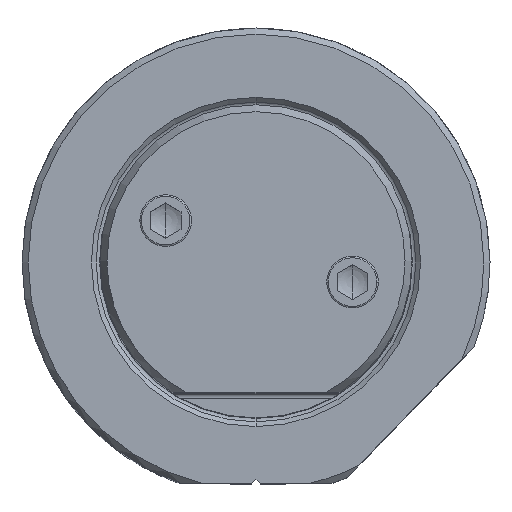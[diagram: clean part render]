
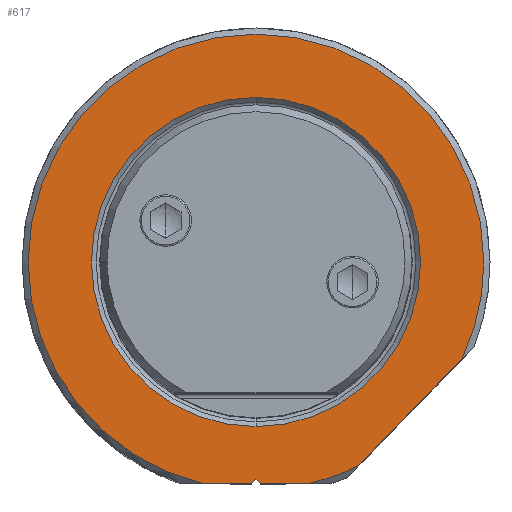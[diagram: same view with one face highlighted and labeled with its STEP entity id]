
A CAD part, top view. The second image highlights one B-rep face of the part: STEP entity #617.
In plain terms, the highlighted planar face has unit normal (0, 0, 1).
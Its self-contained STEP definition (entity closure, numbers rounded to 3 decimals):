
#124=PLANE('',#5727);
#617=ADVANCED_FACE('',(#918,#919),#124,.T.);
#918=FACE_BOUND('',#1041,.T.);
#919=FACE_BOUND('',#1042,.T.);
#1041=EDGE_LOOP('',(#2813,#2814,#2815,#2816,#2817,#2818,#2819,#2820,#2821));
#1042=EDGE_LOOP('',(#2822,#2823));
#1378=LINE('',#11644,#1681);
#1381=LINE('',#11670,#1684);
#1382=LINE('',#11672,#1685);
#1383=LINE('',#11674,#1686);
#1384=LINE('',#11676,#1687);
#1681=VECTOR('',#6669,1.);
#1684=VECTOR('',#6688,1.);
#1685=VECTOR('',#6689,1.);
#1686=VECTOR('',#6690,1.);
#1687=VECTOR('',#6691,1.);
#1960=CIRCLE('',#5720,18.55);
#1961=CIRCLE('',#5722,18.55);
#1962=CIRCLE('',#5723,18.55);
#1963=CIRCLE('',#5724,18.55);
#1964=CIRCLE('',#5725,13.4);
#1965=CIRCLE('',#5726,13.4);
#2813=ORIENTED_EDGE('',*,*,#4699,.T.);
#2814=ORIENTED_EDGE('',*,*,#4693,.T.);
#2815=ORIENTED_EDGE('',*,*,#4700,.T.);
#2816=ORIENTED_EDGE('',*,*,#4701,.T.);
#2817=ORIENTED_EDGE('',*,*,#4702,.T.);
#2818=ORIENTED_EDGE('',*,*,#4703,.F.);
#2819=ORIENTED_EDGE('',*,*,#4704,.T.);
#2820=ORIENTED_EDGE('',*,*,#4705,.T.);
#2821=ORIENTED_EDGE('',*,*,#4706,.F.);
#2822=ORIENTED_EDGE('',*,*,#4707,.T.);
#2823=ORIENTED_EDGE('',*,*,#4708,.T.);
#4044=VERTEX_POINT('',#11643);
#4045=VERTEX_POINT('',#11645);
#4048=VERTEX_POINT('',#11661);
#4049=VERTEX_POINT('',#11665);
#4050=VERTEX_POINT('',#11667);
#4051=VERTEX_POINT('',#11669);
#4052=VERTEX_POINT('',#11671);
#4053=VERTEX_POINT('',#11673);
#4054=VERTEX_POINT('',#11675);
#4055=VERTEX_POINT('',#11678);
#4056=VERTEX_POINT('',#11679);
#4693=EDGE_CURVE('',#4045,#4044,#1378,.T.);
#4699=EDGE_CURVE('',#4048,#4045,#1960,.T.);
#4700=EDGE_CURVE('',#4044,#4049,#1961,.T.);
#4701=EDGE_CURVE('',#4049,#4050,#1962,.T.);
#4702=EDGE_CURVE('',#4050,#4051,#1963,.T.);
#4703=EDGE_CURVE('',#4052,#4051,#1381,.T.);
#4704=EDGE_CURVE('',#4052,#4053,#1382,.T.);
#4705=EDGE_CURVE('',#4053,#4054,#1383,.T.);
#4706=EDGE_CURVE('',#4048,#4054,#1384,.T.);
#4707=EDGE_CURVE('',#4055,#4056,#1964,.T.);
#4708=EDGE_CURVE('',#4056,#4055,#1965,.T.);
#5720=AXIS2_PLACEMENT_3D('',#11662,#6678,#6679);
#5722=AXIS2_PLACEMENT_3D('',#11664,#6682,#6683);
#5723=AXIS2_PLACEMENT_3D('',#11666,#6684,#6685);
#5724=AXIS2_PLACEMENT_3D('',#11668,#6686,#6687);
#5725=AXIS2_PLACEMENT_3D('',#11677,#6692,#6693);
#5726=AXIS2_PLACEMENT_3D('',#11680,#6694,#6695);
#5727=AXIS2_PLACEMENT_3D('',#11681,#6696,#6697);
#6669=DIRECTION('',(0.696,0.718,0.));
#6678=DIRECTION('',(0.,0.,1.));
#6679=DIRECTION('',(0.231,-0.973,0.));
#6682=DIRECTION('',(0.,0.,1.));
#6683=DIRECTION('',(0.905,-0.425,0.));
#6684=DIRECTION('',(0.,0.,1.));
#6685=DIRECTION('',(1.,0.,0.));
#6686=DIRECTION('',(0.,0.,1.));
#6687=DIRECTION('',(-1.,0.,0.));
#6688=DIRECTION('',(-1.,0.,0.));
#6689=DIRECTION('',(0.707,0.707,0.));
#6690=DIRECTION('',(0.707,-0.707,0.));
#6691=DIRECTION('',(-1.,0.,0.));
#6692=DIRECTION('',(0.,0.,-1.));
#6693=DIRECTION('',(0.,1.,0.));
#6694=DIRECTION('',(0.,0.,-1.));
#6695=DIRECTION('',(0.,-1.,0.));
#6696=DIRECTION('',(0.,0.,1.));
#6697=DIRECTION('',(0.,1.,0.));
#11643=CARTESIAN_POINT('',(16.788,-7.892,0.));
#11644=CARTESIAN_POINT('',(8.428,-16.525,0.));
#11645=CARTESIAN_POINT('',(8.428,-16.525,0.));
#11661=CARTESIAN_POINT('',(4.278,-18.05,0.));
#11662=CARTESIAN_POINT('',(0.,0.,0.));
#11664=CARTESIAN_POINT('',(0.,0.,0.));
#11665=CARTESIAN_POINT('',(18.55,0.,0.));
#11666=CARTESIAN_POINT('',(0.,0.,0.));
#11667=CARTESIAN_POINT('',(-18.55,0.,0.));
#11668=CARTESIAN_POINT('',(0.,0.,0.));
#11669=CARTESIAN_POINT('',(-4.278,-18.05,0.));
#11670=CARTESIAN_POINT('',(-3.222,-18.05,0.));
#11671=CARTESIAN_POINT('',(-0.354,-18.05,0.));
#11672=CARTESIAN_POINT('',(-0.354,-18.05,0.));
#11673=CARTESIAN_POINT('',(0.,-17.696,0.));
#11674=CARTESIAN_POINT('',(0.,-17.696,0.));
#11675=CARTESIAN_POINT('',(0.354,-18.05,0.));
#11676=CARTESIAN_POINT('',(4.278,-18.05,0.));
#11677=CARTESIAN_POINT('',(0.,0.,0.));
#11678=CARTESIAN_POINT('',(0.,13.4,0.));
#11679=CARTESIAN_POINT('',(0.,-13.4,0.));
#11680=CARTESIAN_POINT('',(0.,0.,0.));
#11681=CARTESIAN_POINT('',(0.,0.251,0.));
